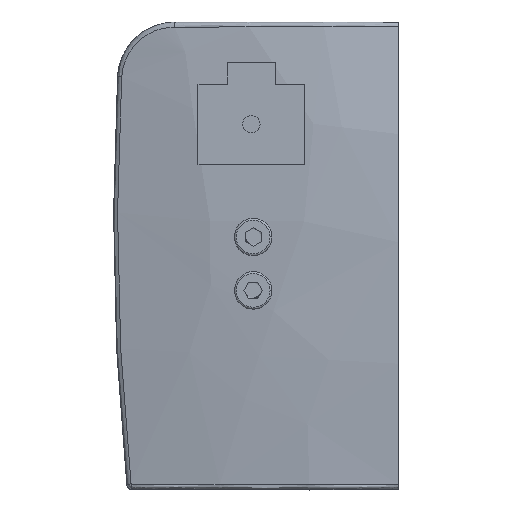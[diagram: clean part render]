
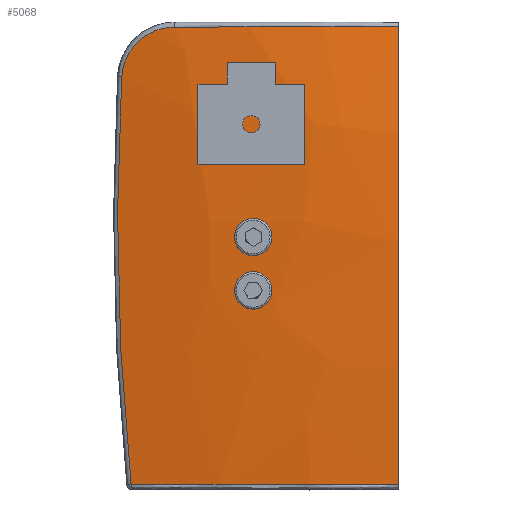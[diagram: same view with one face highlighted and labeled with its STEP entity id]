
A CAD part, top view. The second image highlights one B-rep face of the part: STEP entity #5068.
In plain terms, the highlighted free-form (B-spline) face has degree [3, 3] with [4, 6] control points.
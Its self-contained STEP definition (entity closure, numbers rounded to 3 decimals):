
#53=(
BOUNDED_CURVE()
B_SPLINE_CURVE(2,(#8411,#8412,#8413,#8414,#8415),.UNSPECIFIED.,.F.,.F.)
B_SPLINE_CURVE_WITH_KNOTS((3,2,3),(0.01,0.427,
0.989),.UNSPECIFIED.)
CURVE()
GEOMETRIC_REPRESENTATION_ITEM()
RATIONAL_B_SPLINE_CURVE((1.,0.997,1.,0.998,
1.))
REPRESENTATION_ITEM('')
);
#79=B_SPLINE_SURFACE_WITH_KNOTS('',3,3,((#8858,#8859,#8860,#8861,#8862,
#8863),(#8864,#8865,#8866,#8867,#8868,#8869),(#8870,#8871,#8872,#8873,#8874,
#8875),(#8876,#8877,#8878,#8879,#8880,#8881)),.UNSPECIFIED.,.F.,.F.,.F.,
(4,4),(4,2,4),(0.014,1.),(0.01,0.427,
0.99),.UNSPECIFIED.);
#399=B_SPLINE_CURVE_WITH_KNOTS('',3,(#8518,#8519,#8520,#8521,#8522,#8523),
 .UNSPECIFIED.,.F.,.F.,(4,2,4),(-7.615,-2.706,0.),
 .UNSPECIFIED.);
#402=B_SPLINE_CURVE_WITH_KNOTS('',3,(#8570,#8571,#8572,#8573,#8574,#8575),
 .UNSPECIFIED.,.F.,.F.,(4,1,1,4),(-1.488,-0.85,
-0.425,0.),.UNSPECIFIED.);
#404=B_SPLINE_CURVE_WITH_KNOTS('',3,(#8608,#8609,#8610,#8611,#8612),
 .UNSPECIFIED.,.F.,.F.,(4,1,4),(-0.015,-0.008,
0.),.UNSPECIFIED.);
#405=B_SPLINE_CURVE_WITH_KNOTS('',3,(#8643,#8644,#8645,#8646),
 .UNSPECIFIED.,.F.,.F.,(4,4),(-4.172,0.),
 .UNSPECIFIED.);
#406=B_SPLINE_CURVE_WITH_KNOTS('',3,(#8677,#8678,#8679,#8680,#8681,#8682),
 .UNSPECIFIED.,.F.,.F.,(4,2,4),(-4.979,-4.979,0.),
 .UNSPECIFIED.);
#664=FACE_OUTER_BOUND('',#953,.T.);
#953=EDGE_LOOP('',(#3849,#3850,#3851,#3852,#3853,#3854));
#2254=VERTEX_POINT('',#8369);
#2255=VERTEX_POINT('',#8410);
#2264=VERTEX_POINT('',#8515);
#2265=VERTEX_POINT('',#8517);
#2267=VERTEX_POINT('',#8562);
#2268=VERTEX_POINT('',#8606);
#2810=EDGE_CURVE('',#2254,#2255,#53,.T.);
#2825=EDGE_CURVE('',#2264,#2265,#399,.T.);
#2830=EDGE_CURVE('',#2265,#2267,#402,.T.);
#2833=EDGE_CURVE('',#2268,#2264,#404,.T.);
#2834=EDGE_CURVE('',#2267,#2254,#405,.T.);
#2835=EDGE_CURVE('',#2255,#2268,#406,.T.);
#3849=ORIENTED_EDGE('',*,*,#2835,.F.);
#3850=ORIENTED_EDGE('',*,*,#2810,.F.);
#3851=ORIENTED_EDGE('',*,*,#2834,.F.);
#3852=ORIENTED_EDGE('',*,*,#2830,.F.);
#3853=ORIENTED_EDGE('',*,*,#2825,.F.);
#3854=ORIENTED_EDGE('',*,*,#2833,.F.);
#5068=ADVANCED_FACE('',(#664),#79,.F.);
#8369=CARTESIAN_POINT('',(24.5,41.955,4.135));
#8410=CARTESIAN_POINT('',(24.5,-43.79,4.105));
#8411=CARTESIAN_POINT('Ctrl Pts',(24.5,41.955,4.135));
#8412=CARTESIAN_POINT('Ctrl Pts',(24.5,23.827,7.));
#8413=CARTESIAN_POINT('Ctrl Pts',(24.5,5.475,7.));
#8414=CARTESIAN_POINT('Ctrl Pts',(24.5,-19.243,7.));
#8415=CARTESIAN_POINT('Ctrl Pts',(24.5,-43.79,4.105));
#8515=CARTESIAN_POINT('',(-25.531,-43.606,2.663));
#8517=CARTESIAN_POINT('',(-27.275,32.556,2.68));
#8518=CARTESIAN_POINT('Ctrl Pts',(-25.531,-43.606,2.663));
#8519=CARTESIAN_POINT('Ctrl Pts',(-27.208,-27.322,2.686));
#8520=CARTESIAN_POINT('Ctrl Pts',(-28.055,-10.92,2.698));
#8521=CARTESIAN_POINT('Ctrl Pts',(-28.057,14.512,2.699));
#8522=CARTESIAN_POINT('Ctrl Pts',(-27.795,23.547,2.693));
#8523=CARTESIAN_POINT('Ctrl Pts',(-27.275,32.556,2.68));
#8562=CARTESIAN_POINT('',(-17.404,41.841,4.242));
#8570=CARTESIAN_POINT('Ctrl Pts',(-27.275,32.556,2.68));
#8571=CARTESIAN_POINT('Ctrl Pts',(-27.153,34.68,2.677));
#8572=CARTESIAN_POINT('Ctrl Pts',(-25.737,38.153,2.949));
#8573=CARTESIAN_POINT('Ctrl Pts',(-21.648,41.215,3.637));
#8574=CARTESIAN_POINT('Ctrl Pts',(-18.817,41.837,4.047));
#8575=CARTESIAN_POINT('Ctrl Pts',(-17.404,41.841,4.242));
#8606=CARTESIAN_POINT('',(-25.43,-43.696,2.681));
#8608=CARTESIAN_POINT('Ctrl Pts',(-25.43,-43.696,2.681));
#8609=CARTESIAN_POINT('Ctrl Pts',(-25.451,-43.696,2.677));
#8610=CARTESIAN_POINT('Ctrl Pts',(-25.5,-43.68,2.667));
#8611=CARTESIAN_POINT('Ctrl Pts',(-25.528,-43.634,2.663));
#8612=CARTESIAN_POINT('Ctrl Pts',(-25.531,-43.606,2.663));
#8643=CARTESIAN_POINT('Ctrl Pts',(-17.404,41.841,4.242));
#8644=CARTESIAN_POINT('Ctrl Pts',(-3.536,41.877,6.164));
#8645=CARTESIAN_POINT('Ctrl Pts',(10.651,41.917,6.133));
#8646=CARTESIAN_POINT('Ctrl Pts',(24.5,41.955,4.135));
#8677=CARTESIAN_POINT('Ctrl Pts',(24.5,-43.79,4.105));
#8678=CARTESIAN_POINT('Ctrl Pts',(24.5,-43.79,4.105));
#8679=CARTESIAN_POINT('Ctrl Pts',(24.5,-43.79,4.105));
#8680=CARTESIAN_POINT('Ctrl Pts',(7.949,-43.756,6.425));
#8681=CARTESIAN_POINT('Ctrl Pts',(-9.04,-43.723,5.929));
#8682=CARTESIAN_POINT('Ctrl Pts',(-25.43,-43.696,2.681));
#8858=CARTESIAN_POINT('Ctrl Pts',(-26.71,41.949,2.651));
#8859=CARTESIAN_POINT('Ctrl Pts',(-27.605,29.815,2.68));
#8860=CARTESIAN_POINT('Ctrl Pts',(-28.057,17.645,2.699));
#8861=CARTESIAN_POINT('Ctrl Pts',(-28.057,-10.962,2.698));
#8862=CARTESIAN_POINT('Ctrl Pts',(-27.235,-27.423,2.677));
#8863=CARTESIAN_POINT('Ctrl Pts',(-25.603,-43.789,2.645));
#8864=CARTESIAN_POINT('Ctrl Pts',(-9.889,41.951,6.067));
#8865=CARTESIAN_POINT('Ctrl Pts',(-10.551,29.841,6.778));
#8866=CARTESIAN_POINT('Ctrl Pts',(-10.976,17.65,7.231));
#8867=CARTESIAN_POINT('Ctrl Pts',(-10.972,-10.969,7.188));
#8868=CARTESIAN_POINT('Ctrl Pts',(-10.295,-27.43,6.688));
#8869=CARTESIAN_POINT('Ctrl Pts',(-9.138,-43.789,5.926));
#8870=CARTESIAN_POINT('Ctrl Pts',(7.516,41.953,6.571));
#8871=CARTESIAN_POINT('Ctrl Pts',(7.163,29.867,7.915));
#8872=CARTESIAN_POINT('Ctrl Pts',(6.912,17.656,8.695));
#8873=CARTESIAN_POINT('Ctrl Pts',(6.909,-10.977,8.652));
#8874=CARTESIAN_POINT('Ctrl Pts',(7.282,-27.437,7.822));
#8875=CARTESIAN_POINT('Ctrl Pts',(7.877,-43.79,6.422));
#8876=CARTESIAN_POINT('Ctrl Pts',(24.5,41.955,4.135));
#8877=CARTESIAN_POINT('Ctrl Pts',(24.5,29.893,6.041));
#8878=CARTESIAN_POINT('Ctrl Pts',(24.5,17.662,7.001));
#8879=CARTESIAN_POINT('Ctrl Pts',(24.5,-10.984,7.));
#8880=CARTESIAN_POINT('Ctrl Pts',(24.5,-27.444,6.033));
#8881=CARTESIAN_POINT('Ctrl Pts',(24.5,-43.79,4.105));
